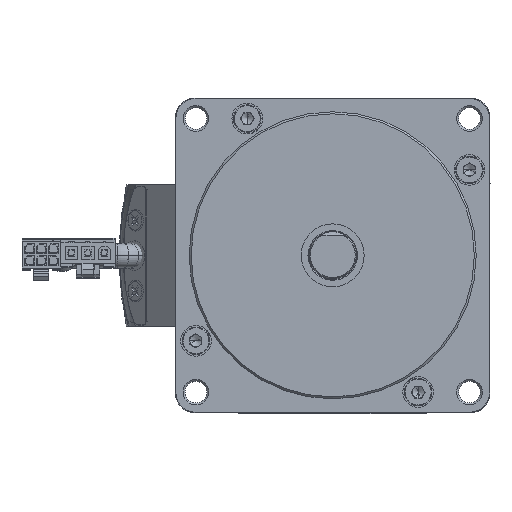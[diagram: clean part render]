
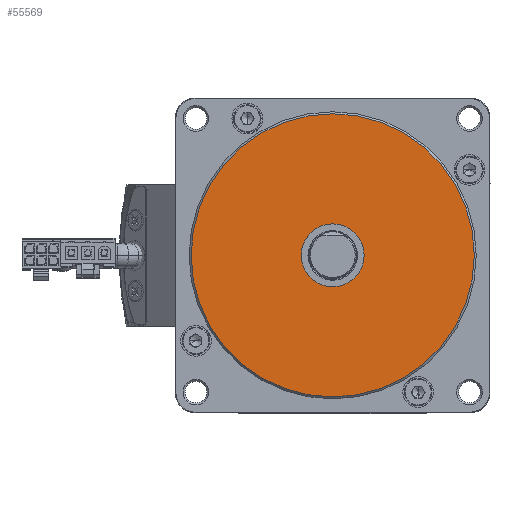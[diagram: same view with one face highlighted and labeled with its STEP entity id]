
A CAD part, top view. The second image highlights one B-rep face of the part: STEP entity #55569.
In plain terms, the highlighted face is planar.
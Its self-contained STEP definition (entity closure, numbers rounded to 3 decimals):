
#53097=CARTESIAN_POINT('',(0.,0.,0.));
#53098=DIRECTION('',(0.,1.,0.));
#53099=DIRECTION('',(0.,0.,1.));
#53100=AXIS2_PLACEMENT_3D('',#53097,#53098,#53099);
#53102=CARTESIAN_POINT('',(0.,0.,0.));
#53103=DIRECTION('',(0.,1.,0.));
#53104=DIRECTION('',(0.,0.,-1.));
#53105=AXIS2_PLACEMENT_3D('',#53102,#53103,#53104);
#53107=CARTESIAN_POINT('',(0.,0.,0.));
#53108=DIRECTION('',(0.,-1.,0.));
#53109=DIRECTION('',(0.,0.,-1.));
#53110=AXIS2_PLACEMENT_3D('',#53107,#53108,#53109);
#53112=CARTESIAN_POINT('',(0.,0.,0.));
#53113=DIRECTION('',(0.,-1.,0.));
#53114=DIRECTION('',(0.,0.,1.));
#53115=AXIS2_PLACEMENT_3D('',#53112,#53113,#53114);
#55048=CARTESIAN_POINT('',(0.,0.,36.));
#55049=CARTESIAN_POINT('',(0.,0.,-36.));
#55050=VERTEX_POINT('',#55048);
#55051=VERTEX_POINT('',#55049);
#55056=CARTESIAN_POINT('',(0.,0.,-8.));
#55057=CARTESIAN_POINT('',(0.,0.,8.));
#55058=VERTEX_POINT('',#55056);
#55059=VERTEX_POINT('',#55057);
#55553=CARTESIAN_POINT('',(0.,0.,8.));
#55554=DIRECTION('',(0.,-1.,0.));
#55555=DIRECTION('',(0.,0.,-1.));
#55556=AXIS2_PLACEMENT_3D('',#55553,#55554,#55555);
#55557=PLANE('',#55556);
#55558=ORIENTED_EDGE('',*,*,#55542,.T.);
#55560=ORIENTED_EDGE('',*,*,#55559,.T.);
#55561=EDGE_LOOP('',(#55558,#55560));
#55562=FACE_OUTER_BOUND('',#55561,.F.);
#55564=ORIENTED_EDGE('',*,*,#55563,.T.);
#55566=ORIENTED_EDGE('',*,*,#55565,.T.);
#55567=EDGE_LOOP('',(#55564,#55566));
#55568=FACE_BOUND('',#55567,.F.);
#55569=ADVANCED_FACE('',(#55562,#55568),#55557,.T.);
#53101=CIRCLE('',#53100,36.);
#53106=CIRCLE('',#53105,36.);
#53111=CIRCLE('',#53110,8.);
#53116=CIRCLE('',#53115,8.);
#55542=EDGE_CURVE('',#55050,#55051,#53101,.T.);
#55559=EDGE_CURVE('',#55051,#55050,#53106,.T.);
#55563=EDGE_CURVE('',#55058,#55059,#53111,.T.);
#55565=EDGE_CURVE('',#55059,#55058,#53116,.T.);
